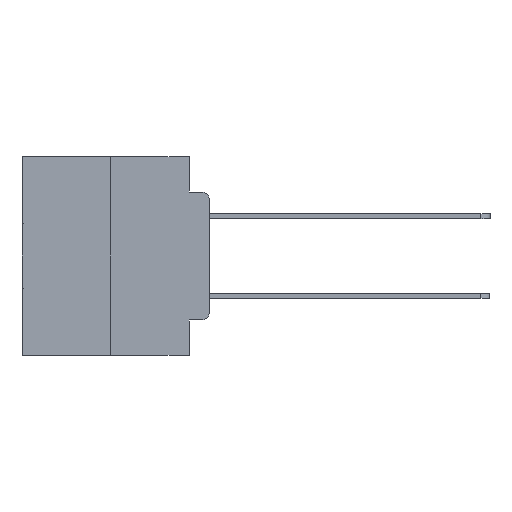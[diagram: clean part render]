
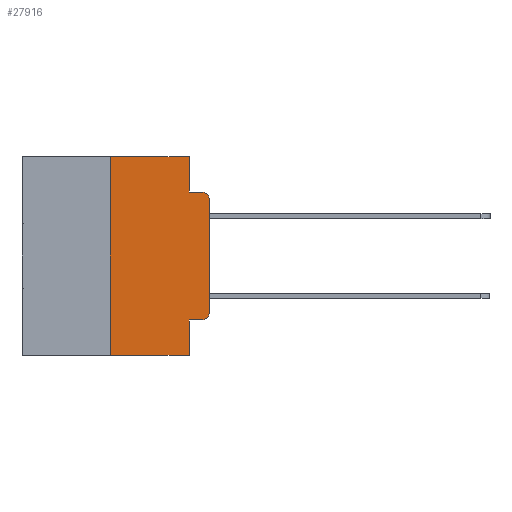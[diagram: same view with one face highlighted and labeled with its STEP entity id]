
A CAD part, left-side view. The second image highlights one B-rep face of the part: STEP entity #27916.
In plain terms, the highlighted planar face has unit normal (-1, 0, 0).
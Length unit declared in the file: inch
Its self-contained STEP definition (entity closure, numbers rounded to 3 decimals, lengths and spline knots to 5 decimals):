
#131 = CARTESIAN_POINT ( 'NONE',  ( 0., 0.473, -0.5 ) ) ;
#214 = VERTEX_POINT ( 'NONE', #14049 ) ;
#528 = EDGE_CURVE ( 'NONE', #6971, #2103, #19877, .T. ) ;
#1133 = VERTEX_POINT ( 'NONE', #6215 ) ;
#1181 = EDGE_CURVE ( 'NONE', #10583, #16985, #22398, .T. ) ;
#2103 = VERTEX_POINT ( 'NONE', #18006 ) ;
#2514 = VECTOR ( 'NONE', #7225, 39.37008 ) ;
#2701 = ORIENTED_EDGE ( 'NONE', *, *, #7081, .T. ) ;
#3161 = ORIENTED_EDGE ( 'NONE', *, *, #15871, .F. ) ;
#3607 = DIRECTION ( 'NONE',  ( 0., -1., 0. ) ) ;
#3621 = ORIENTED_EDGE ( 'NONE', *, *, #528, .T. ) ;
#4125 = DIRECTION ( 'NONE',  ( 0., -1., 0. ) ) ;
#4201 = ORIENTED_EDGE ( 'NONE', *, *, #1181, .F. ) ;
#4323 = ORIENTED_EDGE ( 'NONE', *, *, #30437, .T. ) ;
#4356 = CARTESIAN_POINT ( 'NONE',  ( 0., 0., -0.3915 ) ) ;
#4414 = ORIENTED_EDGE ( 'NONE', *, *, #26756, .T. ) ;
#5982 = CARTESIAN_POINT ( 'NONE',  ( 0., 0.473, 0. ) ) ;
#6215 = CARTESIAN_POINT ( 'NONE',  ( 0., 0.051, -0.0885 ) ) ;
#6247 = EDGE_CURVE ( 'NONE', #214, #15398, #19305, .T. ) ;
#6570 = ORIENTED_EDGE ( 'NONE', *, *, #25803, .T. ) ;
#6660 = VECTOR ( 'NONE', #25455, 39.37008 ) ;
#6681 = AXIS2_PLACEMENT_3D ( 'NONE', #27801, #13861, #30139 ) ;
#6767 = CARTESIAN_POINT ( 'NONE',  ( 0., 0.02, -0.0885 ) ) ;
#6971 = VERTEX_POINT ( 'NONE', #4356 ) ;
#7081 = EDGE_CURVE ( 'NONE', #214, #16985, #16380, .T. ) ;
#7225 = DIRECTION ( 'NONE',  ( 0., 0., -1. ) ) ;
#7460 = ORIENTED_EDGE ( 'NONE', *, *, #6247, .F. ) ;
#7534 = DIRECTION ( 'NONE',  ( -1., 0., 0. ) ) ;
#7573 = CIRCLE ( 'NONE', #8512, 0.02 ) ;
#7784 = VECTOR ( 'NONE', #8977, 39.37008 ) ;
#7884 = EDGE_CURVE ( 'NONE', #24049, #1133, #19970, .T. ) ;
#8097 = CARTESIAN_POINT ( 'NONE',  ( 0., 0.051, 0. ) ) ;
#8512 = AXIS2_PLACEMENT_3D ( 'NONE', #21698, #7534, #24005 ) ;
#8636 = ORIENTED_EDGE ( 'NONE', *, *, #7884, .F. ) ;
#8977 = DIRECTION ( 'NONE',  ( 0., -1., 0. ) ) ;
#9337 = VECTOR ( 'NONE', #14813, 39.37008 ) ;
#10531 = EDGE_LOOP ( 'NONE', ( #3621, #4414, #3161, #8636, #13071, #7460, #2701, #4201, #4323, #6570 ) ) ;
#10583 = VERTEX_POINT ( 'NONE', #12967 ) ;
#10708 = DIRECTION ( 'NONE',  ( 0., 0., 1. ) ) ;
#11023 = CARTESIAN_POINT ( 'NONE',  ( 0., 0., 0. ) ) ;
#11507 = CARTESIAN_POINT ( 'NONE',  ( 0., 0.051, 0. ) ) ;
#11806 = CARTESIAN_POINT ( 'NONE',  ( 0., 0.02, -0.4115 ) ) ;
#12924 = VECTOR ( 'NONE', #3607, 39.37008 ) ;
#12967 = CARTESIAN_POINT ( 'NONE',  ( 0., 0.051, -0.4115 ) ) ;
#13071 = ORIENTED_EDGE ( 'NONE', *, *, #26230, .F. ) ;
#13317 = CARTESIAN_POINT ( 'NONE',  ( 0., 0.051, -0.4115 ) ) ;
#13861 = DIRECTION ( 'NONE',  ( -1., 0., 0. ) ) ;
#14049 = CARTESIAN_POINT ( 'NONE',  ( 0., 0.25, -0.5 ) ) ;
#14128 = LINE ( 'NONE', #25370, #7784 ) ;
#14813 = DIRECTION ( 'NONE',  ( 0., -1., 0. ) ) ;
#15274 = FACE_OUTER_BOUND ( 'NONE', #10531, .T. ) ;
#15398 = VERTEX_POINT ( 'NONE', #29648 ) ;
#15600 = VERTEX_POINT ( 'NONE', #11806 ) ;
#15623 = DIRECTION ( 'NONE',  ( 0., 0., -1. ) ) ;
#15732 = CARTESIAN_POINT ( 'NONE',  ( 0., 0.051, 0. ) ) ;
#15871 = EDGE_CURVE ( 'NONE', #1133, #23570, #14128, .T. ) ;
#16380 = LINE ( 'NONE', #131, #9337 ) ;
#16985 = VERTEX_POINT ( 'NONE', #29258 ) ;
#17096 = AXIS2_PLACEMENT_3D ( 'NONE', #5982, #29528, #15623 ) ;
#18006 = CARTESIAN_POINT ( 'NONE',  ( 0., 0., -0.1085 ) ) ;
#19155 = VECTOR ( 'NONE', #10708, 39.37008 ) ;
#19305 = LINE ( 'NONE', #23150, #6660 ) ;
#19877 = LINE ( 'NONE', #11023, #19155 ) ;
#19911 = LINE ( 'NONE', #13317, #12924 ) ;
#19970 = LINE ( 'NONE', #8097, #25405 ) ;
#20132 = LINE ( 'NONE', #20849, #25562 ) ;
#20849 = CARTESIAN_POINT ( 'NONE',  ( 0., 0.473, 0. ) ) ;
#21698 = CARTESIAN_POINT ( 'NONE',  ( 0., 0.02, -0.3915 ) ) ;
#22209 = DIRECTION ( 'NONE',  ( 0., 0., -1. ) ) ;
#22398 = LINE ( 'NONE', #11507, #2514 ) ;
#23150 = CARTESIAN_POINT ( 'NONE',  ( 0., 0.25, 0. ) ) ;
#23570 = VERTEX_POINT ( 'NONE', #6767 ) ;
#24005 = DIRECTION ( 'NONE',  ( 0., 0., -1. ) ) ;
#24049 = VERTEX_POINT ( 'NONE', #15732 ) ;
#24086 = CIRCLE ( 'NONE', #6681, 0.02 ) ;
#25370 = CARTESIAN_POINT ( 'NONE',  ( 0., 0.051, -0.0885 ) ) ;
#25405 = VECTOR ( 'NONE', #22209, 39.37008 ) ;
#25455 = DIRECTION ( 'NONE',  ( 0., 0., 1. ) ) ;
#25562 = VECTOR ( 'NONE', #4125, 39.37008 ) ;
#25803 = EDGE_CURVE ( 'NONE', #15600, #6971, #7573, .T. ) ;
#26230 = EDGE_CURVE ( 'NONE', #15398, #24049, #20132, .T. ) ;
#26756 = EDGE_CURVE ( 'NONE', #2103, #23570, #24086, .T. ) ;
#27191 = PLANE ( 'NONE',  #17096 ) ;
#27801 = CARTESIAN_POINT ( 'NONE',  ( 0., 0.02, -0.1085 ) ) ;
#27916 = ADVANCED_FACE ( 'NONE', ( #15274 ), #27191, .F. ) ;
#29258 = CARTESIAN_POINT ( 'NONE',  ( 0., 0.051, -0.5 ) ) ;
#29528 = DIRECTION ( 'NONE',  ( 1., 0., 0. ) ) ;
#29648 = CARTESIAN_POINT ( 'NONE',  ( 0., 0.25, 0. ) ) ;
#30139 = DIRECTION ( 'NONE',  ( 0., 0., -1. ) ) ;
#30437 = EDGE_CURVE ( 'NONE', #10583, #15600, #19911, .T. ) ;
